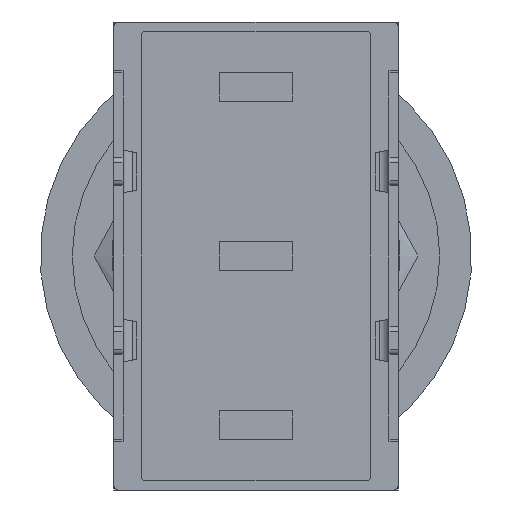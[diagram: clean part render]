
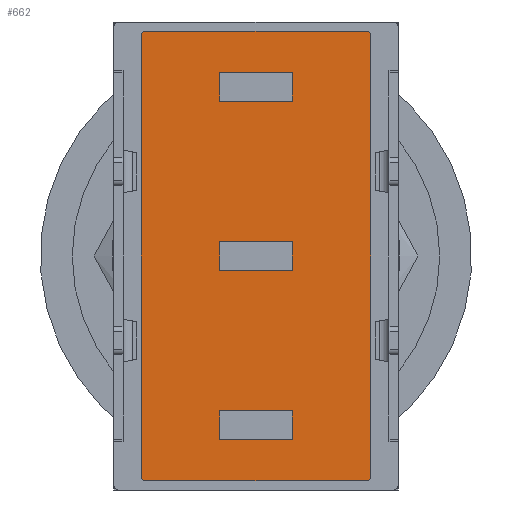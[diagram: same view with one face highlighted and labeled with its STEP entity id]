
A CAD part, front view. The second image highlights one B-rep face of the part: STEP entity #662.
In plain terms, the highlighted planar face has unit normal (0, -1, 0).
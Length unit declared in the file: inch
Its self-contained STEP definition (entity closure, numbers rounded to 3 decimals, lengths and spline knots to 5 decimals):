
#662 = ADVANCED_FACE( '', ( #1162, #1163, #1164, #1165 ), #1166, .F. );
#1162 = FACE_BOUND( '', #1733, .T. );
#1163 = FACE_BOUND( '', #1734, .T. );
#1164 = FACE_BOUND( '', #1735, .T. );
#1165 = FACE_OUTER_BOUND( '', #1736, .T. );
#1166 = PLANE( '', #1737 );
#1733 = EDGE_LOOP( '', ( #3592, #3593, #3594, #3595 ) );
#1734 = EDGE_LOOP( '', ( #3596, #3597, #3598, #3599 ) );
#1735 = EDGE_LOOP( '', ( #3600, #3601, #3602, #3603 ) );
#1736 = EDGE_LOOP( '', ( #3604, #3605, #3606, #3607, #3608, #3609, #3610, #3611 ) );
#1737 = AXIS2_PLACEMENT_3D( '', #3612, #3613, #3614 );
#3592 = ORIENTED_EDGE( '', *, *, #4412, .F. );
#3593 = ORIENTED_EDGE( '', *, *, #4413, .F. );
#3594 = ORIENTED_EDGE( '', *, *, #4414, .T. );
#3595 = ORIENTED_EDGE( '', *, *, #4415, .T. );
#3596 = ORIENTED_EDGE( '', *, *, #4416, .F. );
#3597 = ORIENTED_EDGE( '', *, *, #4417, .F. );
#3598 = ORIENTED_EDGE( '', *, *, #4418, .T. );
#3599 = ORIENTED_EDGE( '', *, *, #4419, .T. );
#3600 = ORIENTED_EDGE( '', *, *, #4420, .F. );
#3601 = ORIENTED_EDGE( '', *, *, #4421, .F. );
#3602 = ORIENTED_EDGE( '', *, *, #4422, .T. );
#3603 = ORIENTED_EDGE( '', *, *, #4423, .T. );
#3604 = ORIENTED_EDGE( '', *, *, #4398, .F. );
#3605 = ORIENTED_EDGE( '', *, *, #4410, .F. );
#3606 = ORIENTED_EDGE( '', *, *, #4392, .F. );
#3607 = ORIENTED_EDGE( '', *, *, #4388, .F. );
#3608 = ORIENTED_EDGE( '', *, *, #4395, .F. );
#3609 = ORIENTED_EDGE( '', *, *, #4408, .F. );
#3610 = ORIENTED_EDGE( '', *, *, #4405, .F. );
#3611 = ORIENTED_EDGE( '', *, *, #4402, .F. );
#3612 = CARTESIAN_POINT( '', ( -0.12038, 0., 0.24088 ) );
#3613 = DIRECTION( '', ( 0., 1., 0. ) );
#3614 = DIRECTION( '', ( 0., 0., 1. ) );
#4388 = EDGE_CURVE( '', #5398, #5399, #5400, .T. );
#4392 = EDGE_CURVE( '', #5399, #5406, #5407, .T. );
#4395 = EDGE_CURVE( '', #5411, #5398, #5412, .T. );
#4398 = EDGE_CURVE( '', #5416, #5417, #5418, .T. );
#4402 = EDGE_CURVE( '', #5417, #5424, #5425, .T. );
#4405 = EDGE_CURVE( '', #5424, #5429, #5430, .T. );
#4408 = EDGE_CURVE( '', #5429, #5411, #5434, .T. );
#4410 = EDGE_CURVE( '', #5406, #5416, #5436, .T. );
#4412 = EDGE_CURVE( '', #5438, #5439, #5440, .T. );
#4413 = EDGE_CURVE( '', #5441, #5438, #5442, .T. );
#4414 = EDGE_CURVE( '', #5441, #5443, #5444, .T. );
#4415 = EDGE_CURVE( '', #5443, #5439, #5445, .T. );
#4416 = EDGE_CURVE( '', #5446, #5447, #5448, .T. );
#4417 = EDGE_CURVE( '', #5449, #5446, #5450, .T. );
#4418 = EDGE_CURVE( '', #5449, #5451, #5452, .T. );
#4419 = EDGE_CURVE( '', #5451, #5447, #5453, .T. );
#4420 = EDGE_CURVE( '', #5454, #5455, #5456, .T. );
#4421 = EDGE_CURVE( '', #5457, #5454, #5458, .T. );
#4422 = EDGE_CURVE( '', #5457, #5459, #5460, .T. );
#4423 = EDGE_CURVE( '', #5459, #5455, #5461, .T. );
#5398 = VERTEX_POINT( '', #6960 );
#5399 = VERTEX_POINT( '', #6961 );
#5400 = CIRCLE( '', #6962, 0.00512 );
#5406 = VERTEX_POINT( '', #6970 );
#5407 = LINE( '', #6971, #6972 );
#5411 = VERTEX_POINT( '', #6978 );
#5412 = LINE( '', #6979, #6980 );
#5416 = VERTEX_POINT( '', #6986 );
#5417 = VERTEX_POINT( '', #6987 );
#5418 = LINE( '', #6988, #6989 );
#5424 = VERTEX_POINT( '', #6998 );
#5425 = CIRCLE( '', #6999, 0.00512 );
#5429 = VERTEX_POINT( '', #7004 );
#5430 = LINE( '', #7005, #7006 );
#5434 = CIRCLE( '', #7012, 0.00512 );
#5436 = CIRCLE( '', #7014, 0.00512 );
#5438 = VERTEX_POINT( '', #7016 );
#5439 = VERTEX_POINT( '', #7017 );
#5440 = LINE( '', #7018, #7019 );
#5441 = VERTEX_POINT( '', #7020 );
#5442 = LINE( '', #7021, #7022 );
#5443 = VERTEX_POINT( '', #7023 );
#5444 = LINE( '', #7024, #7025 );
#5445 = LINE( '', #7026, #7027 );
#5446 = VERTEX_POINT( '', #7028 );
#5447 = VERTEX_POINT( '', #7029 );
#5448 = LINE( '', #7030, #7031 );
#5449 = VERTEX_POINT( '', #7032 );
#5450 = LINE( '', #7033, #7034 );
#5451 = VERTEX_POINT( '', #7035 );
#5452 = LINE( '', #7036, #7037 );
#5453 = LINE( '', #7038, #7039 );
#5454 = VERTEX_POINT( '', #7040 );
#5455 = VERTEX_POINT( '', #7041 );
#5456 = LINE( '', #7042, #7043 );
#5457 = VERTEX_POINT( '', #7044 );
#5458 = LINE( '', #7045, #7046 );
#5459 = VERTEX_POINT( '', #7047 );
#5460 = LINE( '', #7048, #7049 );
#5461 = LINE( '', #7050, #7051 );
#6960 = CARTESIAN_POINT( '', ( 0.1255, 0., -0.24088 ) );
#6961 = CARTESIAN_POINT( '', ( 0.12038, 0., -0.246 ) );
#6962 = AXIS2_PLACEMENT_3D( '', #8013, #8014, #8015 );
#6970 = CARTESIAN_POINT( '', ( -0.12038, 0., -0.246 ) );
#6971 = CARTESIAN_POINT( '', ( 0.12038, 0., -0.246 ) );
#6972 = VECTOR( '', #8021, 39.37008 );
#6978 = CARTESIAN_POINT( '', ( 0.1255, 0., 0.24088 ) );
#6979 = CARTESIAN_POINT( '', ( 0.1255, 0., 0.24088 ) );
#6980 = VECTOR( '', #8024, 39.37008 );
#6986 = CARTESIAN_POINT( '', ( -0.1255, 0., -0.24088 ) );
#6987 = CARTESIAN_POINT( '', ( -0.1255, 0., 0.24088 ) );
#6988 = CARTESIAN_POINT( '', ( -0.1255, 0., -0.24088 ) );
#6989 = VECTOR( '', #8027, 39.37008 );
#6998 = CARTESIAN_POINT( '', ( -0.12038, 0., 0.246 ) );
#6999 = AXIS2_PLACEMENT_3D( '', #8031, #8032, #8033 );
#7004 = CARTESIAN_POINT( '', ( 0.12038, 0., 0.246 ) );
#7005 = CARTESIAN_POINT( '', ( -0.12038, 0., 0.246 ) );
#7006 = VECTOR( '', #8038, 39.37008 );
#7012 = AXIS2_PLACEMENT_3D( '', #8041, #8042, #8043 );
#7014 = AXIS2_PLACEMENT_3D( '', #8047, #8048, #8049 );
#7016 = CARTESIAN_POINT( '', ( -0.0395, 0., 0.0155 ) );
#7017 = CARTESIAN_POINT( '', ( -0.0395, 0., -0.0155 ) );
#7018 = CARTESIAN_POINT( '', ( -0.0395, 0., 0.0155 ) );
#7019 = VECTOR( '', #8053, 39.37008 );
#7020 = CARTESIAN_POINT( '', ( 0.0395, 0., 0.0155 ) );
#7021 = CARTESIAN_POINT( '', ( 0.0395, 0., 0.0155 ) );
#7022 = VECTOR( '', #8054, 39.37008 );
#7023 = CARTESIAN_POINT( '', ( 0.0395, 0., -0.0155 ) );
#7024 = CARTESIAN_POINT( '', ( 0.0395, 0., 0.0155 ) );
#7025 = VECTOR( '', #8055, 39.37008 );
#7026 = CARTESIAN_POINT( '', ( 0.0395, 0., -0.0155 ) );
#7027 = VECTOR( '', #8056, 39.37008 );
#7028 = CARTESIAN_POINT( '', ( -0.0395, 0., 0.2005 ) );
#7029 = CARTESIAN_POINT( '', ( -0.0395, 0., 0.1695 ) );
#7030 = CARTESIAN_POINT( '', ( -0.0395, 0., 0.2005 ) );
#7031 = VECTOR( '', #8057, 39.37008 );
#7032 = CARTESIAN_POINT( '', ( 0.0395, 0., 0.2005 ) );
#7033 = CARTESIAN_POINT( '', ( 0.0395, 0., 0.2005 ) );
#7034 = VECTOR( '', #8058, 39.37008 );
#7035 = CARTESIAN_POINT( '', ( 0.0395, 0., 0.1695 ) );
#7036 = CARTESIAN_POINT( '', ( 0.0395, 0., 0.2005 ) );
#7037 = VECTOR( '', #8059, 39.37008 );
#7038 = CARTESIAN_POINT( '', ( 0.0395, 0., 0.1695 ) );
#7039 = VECTOR( '', #8060, 39.37008 );
#7040 = CARTESIAN_POINT( '', ( -0.0395, 0., -0.1695 ) );
#7041 = CARTESIAN_POINT( '', ( -0.0395, 0., -0.2005 ) );
#7042 = CARTESIAN_POINT( '', ( -0.0395, 0., -0.1695 ) );
#7043 = VECTOR( '', #8061, 39.37008 );
#7044 = CARTESIAN_POINT( '', ( 0.0395, 0., -0.1695 ) );
#7045 = CARTESIAN_POINT( '', ( 0.0395, 0., -0.1695 ) );
#7046 = VECTOR( '', #8062, 39.37008 );
#7047 = CARTESIAN_POINT( '', ( 0.0395, 0., -0.2005 ) );
#7048 = CARTESIAN_POINT( '', ( 0.0395, 0., -0.1695 ) );
#7049 = VECTOR( '', #8063, 39.37008 );
#7050 = CARTESIAN_POINT( '', ( 0.0395, 0., -0.2005 ) );
#7051 = VECTOR( '', #8064, 39.37008 );
#8013 = CARTESIAN_POINT( '', ( 0.12038, 0., -0.24088 ) );
#8014 = DIRECTION( '', ( 0., 1., 0. ) );
#8015 = DIRECTION( '', ( 1., 0., 0. ) );
#8021 = DIRECTION( '', ( -1., 0., 0. ) );
#8024 = DIRECTION( '', ( 0., 0., -1. ) );
#8027 = DIRECTION( '', ( 0., 0., 1. ) );
#8031 = CARTESIAN_POINT( '', ( -0.12038, 0., 0.24088 ) );
#8032 = DIRECTION( '', ( 0., 1., 0. ) );
#8033 = DIRECTION( '', ( 1., 0., 0. ) );
#8038 = DIRECTION( '', ( 1., 0., 0. ) );
#8041 = CARTESIAN_POINT( '', ( 0.12038, 0., 0.24088 ) );
#8042 = DIRECTION( '', ( 0., 1., 0. ) );
#8043 = DIRECTION( '', ( 1., 0., 0. ) );
#8047 = CARTESIAN_POINT( '', ( -0.12038, 0., -0.24088 ) );
#8048 = DIRECTION( '', ( 0., 1., 0. ) );
#8049 = DIRECTION( '', ( 1., 0., 0. ) );
#8053 = DIRECTION( '', ( 0., 0., -1. ) );
#8054 = DIRECTION( '', ( -1., 0., 0. ) );
#8055 = DIRECTION( '', ( 0., 0., -1. ) );
#8056 = DIRECTION( '', ( -1., 0., 0. ) );
#8057 = DIRECTION( '', ( 0., 0., -1. ) );
#8058 = DIRECTION( '', ( -1., 0., 0. ) );
#8059 = DIRECTION( '', ( 0., 0., -1. ) );
#8060 = DIRECTION( '', ( -1., 0., 0. ) );
#8061 = DIRECTION( '', ( 0., 0., -1. ) );
#8062 = DIRECTION( '', ( -1., 0., 0. ) );
#8063 = DIRECTION( '', ( 0., 0., -1. ) );
#8064 = DIRECTION( '', ( -1., 0., 0. ) );
